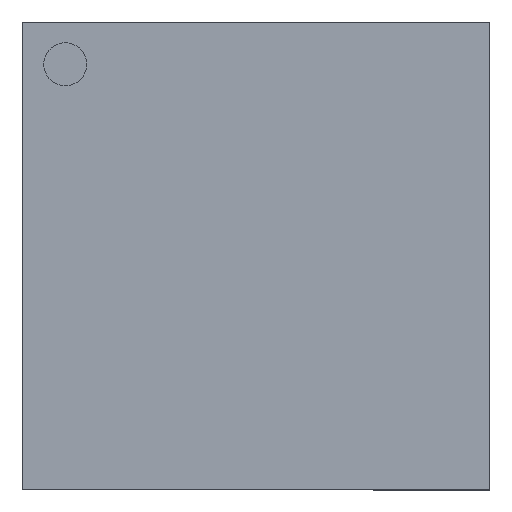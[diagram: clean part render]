
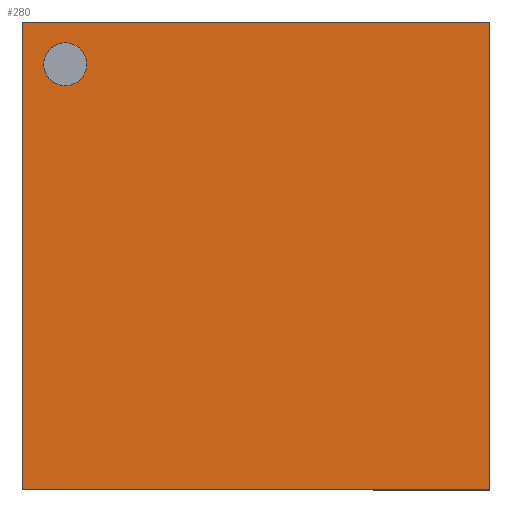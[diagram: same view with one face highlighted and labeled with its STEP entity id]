
A CAD part, top view. The second image highlights one B-rep face of the part: STEP entity #280.
In plain terms, the highlighted planar face has unit normal (0, 0, 1).
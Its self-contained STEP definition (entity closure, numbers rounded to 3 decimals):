
#72=CARTESIAN_POINT('',(-3.977,4.506,1.55));
#73=VERTEX_POINT('',#72);
#89=CARTESIAN_POINT('',(-4.99,4.506,1.55));
#90=VERTEX_POINT('',#89);
#97=CARTESIAN_POINT('',(-4.484,4.506,1.55));
#98=DIRECTION('',(0.0,0.0,-1.0));
#99=DIRECTION('',(1.0,0.0,0.0));
#100=AXIS2_PLACEMENT_3D('',#97,#98,#99);
#101=CIRCLE('',#100,0.506);
#102=EDGE_CURVE('',#73,#90,#101,.T.);
#113=CARTESIAN_POINT('',(-4.484,4.506,1.55));
#114=DIRECTION('',(0.0,0.0,-1.0));
#115=DIRECTION('',(1.0,0.0,0.0));
#116=AXIS2_PLACEMENT_3D('',#113,#114,#115);
#117=CIRCLE('',#116,0.506);
#118=EDGE_CURVE('',#90,#73,#117,.T.);
#146=CARTESIAN_POINT('',(-5.5,5.5,1.55));
#147=VERTEX_POINT('',#146);
#164=CARTESIAN_POINT('',(-5.5,-5.5,1.55));
#165=VERTEX_POINT('',#164);
#172=CARTESIAN_POINT('',(-5.5,5.5,1.55));
#173=DIRECTION('',(0.0,-1.0,0.0));
#174=VECTOR('',#173,11.0);
#175=LINE('',#172,#174);
#176=EDGE_CURVE('',#147,#165,#175,.T.);
#186=CARTESIAN_POINT('',(5.5,5.5,1.55));
#187=VERTEX_POINT('',#186);
#203=CARTESIAN_POINT('',(5.5,5.5,1.55));
#204=DIRECTION('',(-1.0,0.0,0.0));
#205=VECTOR('',#204,11.0);
#206=LINE('',#203,#205);
#207=EDGE_CURVE('',#187,#147,#206,.T.);
#217=CARTESIAN_POINT('',(5.5,-5.5,1.55));
#218=VERTEX_POINT('',#217);
#234=CARTESIAN_POINT('',(5.5,-5.5,1.55));
#235=DIRECTION('',(0.0,1.0,0.0));
#236=VECTOR('',#235,11.0);
#237=LINE('',#234,#236);
#238=EDGE_CURVE('',#218,#187,#237,.T.);
#256=CARTESIAN_POINT('',(-5.5,-5.5,1.55));
#257=DIRECTION('',(1.0,0.0,0.0));
#258=VECTOR('',#257,11.0);
#259=LINE('',#256,#258);
#260=EDGE_CURVE('',#165,#218,#259,.T.);
#265=CARTESIAN_POINT('',(0.0,0.0,1.55));
#266=DIRECTION('',(0.0,0.0,1.0));
#267=DIRECTION('',(0.0,-1.0,0.0));
#268=AXIS2_PLACEMENT_3D('',#265,#266,#267);
#269=PLANE('',#268);
#270=ORIENTED_EDGE('',*,*,#260,.T.);
#271=ORIENTED_EDGE('',*,*,#238,.T.);
#272=ORIENTED_EDGE('',*,*,#207,.T.);
#273=ORIENTED_EDGE('',*,*,#176,.T.);
#274=EDGE_LOOP('',(#270,#271,#272,#273));
#275=FACE_OUTER_BOUND('',#274,.T.);
#276=ORIENTED_EDGE('',*,*,#102,.T.);
#277=ORIENTED_EDGE('',*,*,#118,.T.);
#278=EDGE_LOOP('',(#276,#277));
#279=FACE_BOUND('',#278,.T.);
#280=ADVANCED_FACE('',(#275,#279),#269,.T.);
